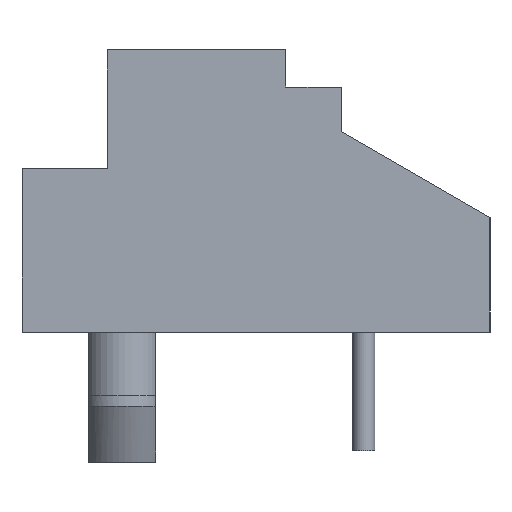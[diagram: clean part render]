
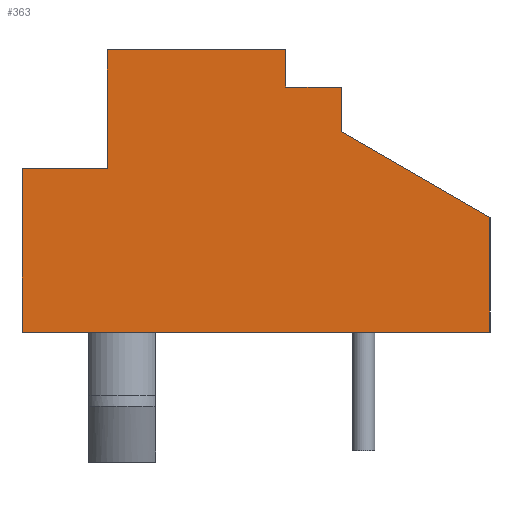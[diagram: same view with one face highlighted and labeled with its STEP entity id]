
A CAD part, left-side view. The second image highlights one B-rep face of the part: STEP entity #363.
In plain terms, the highlighted planar face has unit normal (-1, 0, 0).
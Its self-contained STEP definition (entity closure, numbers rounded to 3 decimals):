
#39 = EDGE_CURVE ( 'NONE', #40, #53, #509, .T. ) ;
#40 = VERTEX_POINT ( 'NONE', #1277 ) ;
#53 = VERTEX_POINT ( 'NONE', #1259 ) ;
#258 = ORIENTED_EDGE ( 'NONE', *, *, #39, .T. ) ;
#305 = EDGE_CURVE ( 'NONE', #4445, #4407, #2130, .T. ) ;
#345 = EDGE_CURVE ( 'NONE', #53, #4389, #2237, .T. ) ;
#346 = EDGE_CURVE ( 'NONE', #358, #4444, #2233, .T. ) ;
#347 = EDGE_CURVE ( 'NONE', #4409, #4386, #2288, .T. ) ;
#348 = ORIENTED_EDGE ( 'NONE', *, *, #4401, .F. ) ;
#349 = ORIENTED_EDGE ( 'NONE', *, *, #4388, .F. ) ;
#350 = ORIENTED_EDGE ( 'NONE', *, *, #347, .F. ) ;
#351 = ORIENTED_EDGE ( 'NONE', *, *, #305, .F. ) ;
#352 = ORIENTED_EDGE ( 'NONE', *, *, #4443, .F. ) ;
#353 = ORIENTED_EDGE ( 'NONE', *, *, #346, .F. ) ;
#354 = ORIENTED_EDGE ( 'NONE', *, *, #345, .T. ) ;
#355 = ORIENTED_EDGE ( 'NONE', *, *, #4346, .F. ) ;
#356 = ORIENTED_EDGE ( 'NONE', *, *, #357, .F. ) ;
#357 = EDGE_CURVE ( 'NONE', #4830, #358, #2284, .T. ) ;
#358 = VERTEX_POINT ( 'NONE', #2280 ) ;
#363 = ADVANCED_FACE ( 'NONE', ( #2274 ), #2320, .F. ) ;
#364 = EDGE_LOOP ( 'NONE', ( #356, #355, #258, #354, #349, #350, #348, #351, #352, #353 ) ) ;
#508 = CARTESIAN_POINT ( 'NONE',  ( -7.5, -2.8, 6.6 ) ) ;
#509 = LINE ( 'NONE', #508, #1279 ) ;
#868 = CARTESIAN_POINT ( 'NONE',  ( -7.5, -4.3, 5.4 ) ) ;
#1259 = CARTESIAN_POINT ( 'NONE',  ( -7.5, -2.8, 6.6 ) ) ;
#1277 = CARTESIAN_POINT ( 'NONE',  ( -7.5, -4.3, 6.6 ) ) ;
#1278 = DIRECTION ( 'NONE',  ( 0., 1., 0. ) ) ;
#1279 = VECTOR ( 'NONE', #1278, 1000. ) ;
#2125 = DIRECTION ( 'NONE',  ( 0., 0., 1. ) ) ;
#2126 = VECTOR ( 'NONE', #2125, 1000. ) ;
#2128 = CARTESIAN_POINT ( 'NONE',  ( -7.5, 4.3, 7.6 ) ) ;
#2130 = LINE ( 'NONE', #2128, #2126 ) ;
#2233 = LINE ( 'NONE', #2291, #2290 ) ;
#2234 = DIRECTION ( 'NONE',  ( 0., 0., 1. ) ) ;
#2235 = VECTOR ( 'NONE', #2234, 1000. ) ;
#2236 = CARTESIAN_POINT ( 'NONE',  ( -7.5, -2.8, 7.6 ) ) ;
#2237 = LINE ( 'NONE', #2236, #2235 ) ;
#2274 = FACE_OUTER_BOUND ( 'NONE', #364, .T. ) ;
#2280 = CARTESIAN_POINT ( 'NONE',  ( -7.5, -8.3, 3.091 ) ) ;
#2281 = DIRECTION ( 'NONE',  ( 0., -0.866, -0.5 ) ) ;
#2282 = VECTOR ( 'NONE', #2281, 1000. ) ;
#2283 = CARTESIAN_POINT ( 'NONE',  ( -7.5, -8.3, 3.091 ) ) ;
#2284 = LINE ( 'NONE', #2283, #2282 ) ;
#2285 = DIRECTION ( 'NONE',  ( 0., 0., 1. ) ) ;
#2286 = VECTOR ( 'NONE', #2285, 1000. ) ;
#2287 = CARTESIAN_POINT ( 'NONE',  ( -7.5, 2., 7.6 ) ) ;
#2288 = LINE ( 'NONE', #2287, #2286 ) ;
#2289 = DIRECTION ( 'NONE',  ( 0., 0., -1. ) ) ;
#2290 = VECTOR ( 'NONE', #2289, 1000. ) ;
#2291 = CARTESIAN_POINT ( 'NONE',  ( -7.5, -8.3, 0. ) ) ;
#2316 = DIRECTION ( 'NONE',  ( 0., 0., -1. ) ) ;
#2317 = DIRECTION ( 'NONE',  ( 1., 0., 0. ) ) ;
#2318 = CARTESIAN_POINT ( 'NONE',  ( -7.5, -4.3, 7.6 ) ) ;
#2319 = AXIS2_PLACEMENT_3D ( 'NONE', #2318, #2317, #2316 ) ;
#2320 = PLANE ( 'NONE',  #2319 ) ;
#4323 = DIRECTION ( 'NONE',  ( 0., 0., -1. ) ) ;
#4324 = VECTOR ( 'NONE', #4323, 1000. ) ;
#4325 = CARTESIAN_POINT ( 'NONE',  ( -7.5, -4.3, 7.6 ) ) ;
#4326 = LINE ( 'NONE', #4325, #4324 ) ;
#4346 = EDGE_CURVE ( 'NONE', #40, #4830, #4326, .T. ) ;
#4386 = VERTEX_POINT ( 'NONE', #4641 ) ;
#4388 = EDGE_CURVE ( 'NONE', #4386, #4389, #4640, .T. ) ;
#4389 = VERTEX_POINT ( 'NONE', #4636 ) ;
#4401 = EDGE_CURVE ( 'NONE', #4407, #4409, #4693, .T. ) ;
#4407 = VERTEX_POINT ( 'NONE', #4740 ) ;
#4409 = VERTEX_POINT ( 'NONE', #4739 ) ;
#4443 = EDGE_CURVE ( 'NONE', #4444, #4445, #4794, .T. ) ;
#4444 = VERTEX_POINT ( 'NONE', #4790 ) ;
#4445 = VERTEX_POINT ( 'NONE', #4789 ) ;
#4636 = CARTESIAN_POINT ( 'NONE',  ( -7.5, -2.8, 7.6 ) ) ;
#4637 = DIRECTION ( 'NONE',  ( 0., -1., 0. ) ) ;
#4638 = VECTOR ( 'NONE', #4637, 1000. ) ;
#4639 = CARTESIAN_POINT ( 'NONE',  ( -7.5, 4.3, 7.6 ) ) ;
#4640 = LINE ( 'NONE', #4639, #4638 ) ;
#4641 = CARTESIAN_POINT ( 'NONE',  ( -7.5, 2., 7.6 ) ) ;
#4690 = DIRECTION ( 'NONE',  ( 0., -1., 0. ) ) ;
#4691 = VECTOR ( 'NONE', #4690, 1000. ) ;
#4692 = CARTESIAN_POINT ( 'NONE',  ( -7.5, 4.3, 4.4 ) ) ;
#4693 = LINE ( 'NONE', #4692, #4691 ) ;
#4739 = CARTESIAN_POINT ( 'NONE',  ( -7.5, 2., 4.4 ) ) ;
#4740 = CARTESIAN_POINT ( 'NONE',  ( -7.5, 4.3, 4.4 ) ) ;
#4789 = CARTESIAN_POINT ( 'NONE',  ( -7.5, 4.3, 0. ) ) ;
#4790 = CARTESIAN_POINT ( 'NONE',  ( -7.5, -8.3, 0. ) ) ;
#4791 = DIRECTION ( 'NONE',  ( 0., 1., 0. ) ) ;
#4792 = VECTOR ( 'NONE', #4791, 1000. ) ;
#4793 = CARTESIAN_POINT ( 'NONE',  ( -7.5, 4.3, 0. ) ) ;
#4794 = LINE ( 'NONE', #4793, #4792 ) ;
#4830 = VERTEX_POINT ( 'NONE', #868 ) ;
